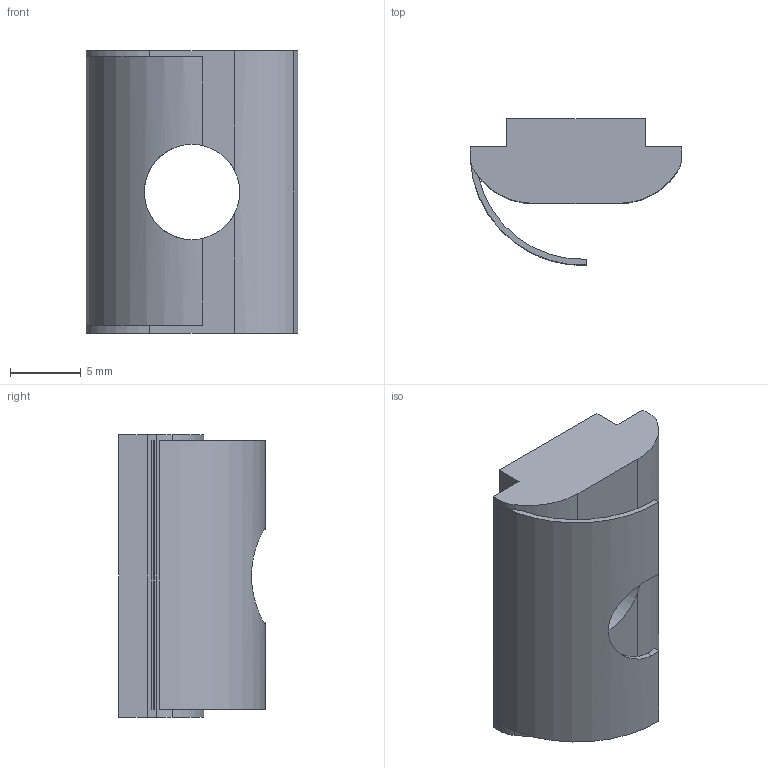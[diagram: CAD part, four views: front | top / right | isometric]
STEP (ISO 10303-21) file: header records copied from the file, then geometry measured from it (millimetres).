
FILE_DESCRIPTION (( 'STEP AP214' ), '1' );
FILE_NAME ('6211330', '2019-02-04T08:31:13', ( '' ), ('JUGARD+KÜNSTNER GmbH'), 'SwSTEP 2.0', 'SolidWorks 2017', '' );
FILE_SCHEMA (( 'AUTOMOTIVE_DESIGN' ));
Length unit declared in the file: millimetre
Products named in the file (1): 6211330_CNAJF00
Bounding box: 15 x 10.36 x 20 mm (x, y, z)
Volume: 1308.1 mm3; surface area: 1348.8 mm2
Topology: 1 solids, 1 shells, 28 faces, 82 edges, 56 vertices
Faces by surface type: plane 15, cylinder 13
Entity records: 1183 total; most frequent: CARTESIAN_POINT 281, ORIENTED_EDGE 164, DIRECTION 148, EDGE_CURVE 82, VERTEX_POINT 56, AXIS2_PLACEMENT_3D 51, LINE 46, VECTOR 46
